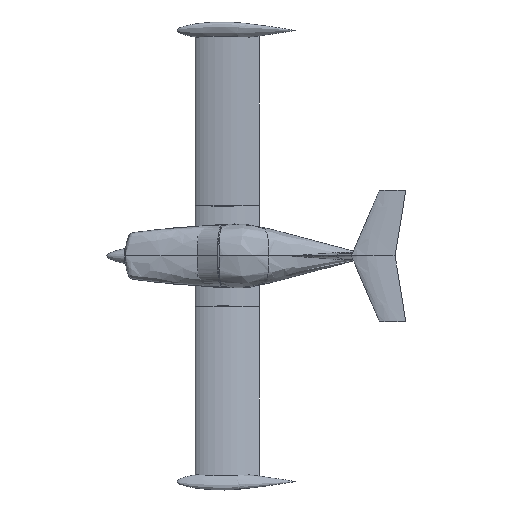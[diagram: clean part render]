
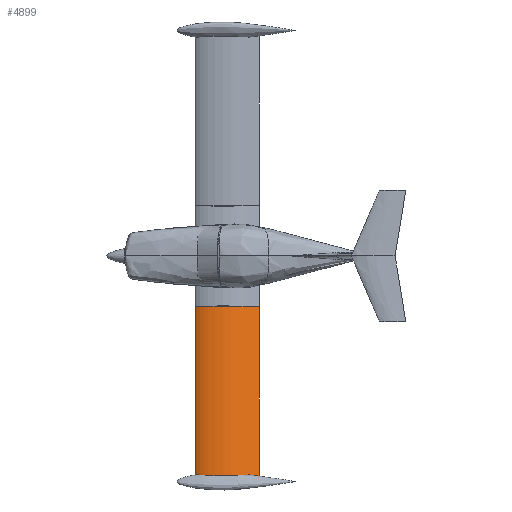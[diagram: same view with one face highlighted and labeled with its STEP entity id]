
A CAD part, top view. The second image highlights one B-rep face of the part: STEP entity #4899.
In plain terms, the highlighted free-form (B-spline) face has degree [1, 3] with [2, 18] control points.
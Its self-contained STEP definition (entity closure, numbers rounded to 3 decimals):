
#4899 = ADVANCED_FACE('',(#4900),#4962,.T.);
#4900 = FACE_BOUND('',#4901,.T.);
#4901 = EDGE_LOOP('',(#4902,#4927,#4934,#4957));
#4902 = ORIENTED_EDGE('',*,*,#4903,.F.);
#4903 = EDGE_CURVE('',#4904,#4906,#4908,.T.);
#4904 = VERTEX_POINT('',#4905);
#4905 = CARTESIAN_POINT('',(4093.604,-1126.586,
    2807.93));
#4906 = VERTEX_POINT('',#4907);
#4907 = CARTESIAN_POINT('',(5526.567,-1126.586,
    2757.89));
#4908 = B_SPLINE_CURVE_WITH_KNOTS('',3,(#4909,#4910,#4911,#4912,#4913,
    #4914,#4915,#4916,#4917,#4918,#4919,#4920,#4921,#4922,#4923,#4924,
    #4925,#4926),.UNSPECIFIED.,.F.,.F.,(4,1,1,1,1,1,1,1,1,1,1,1,1,1,1,4)
  ,(0.,4.742,10.913,24.437,40.964,
    70.373,127.201,197.561,308.304,
    432.343,562.718,693.093,815.512,
    917.727,992.165,1044.949),.UNSPECIFIED.);
#4909 = CARTESIAN_POINT('',(4093.604,-1126.586,
    2807.93));
#4910 = CARTESIAN_POINT('',(4093.669,-1126.456,
    2809.789));
#4911 = CARTESIAN_POINT('',(4094.837,-1126.126,
    2814.471));
#4912 = CARTESIAN_POINT('',(4102.28,-1125.387,
    2824.789));
#4913 = CARTESIAN_POINT('',(4114.303,-1124.485,
    2837.274));
#4914 = CARTESIAN_POINT('',(4138.149,-1123.328,
    2852.996));
#4915 = CARTESIAN_POINT('',(4180.823,-1121.526,
    2877.284));
#4916 = CARTESIAN_POINT('',(4250.77,-1119.438,
    2904.732));
#4917 = CARTESIAN_POINT('',(4360.482,-1117.057,
    2934.969));
#4918 = CARTESIAN_POINT('',(4504.822,-1115.08,
    2958.213));
#4919 = CARTESIAN_POINT('',(4679.46,-1114.026,
    2967.194));
#4920 = CARTESIAN_POINT('',(4863.502,-1114.532,
    2953.524));
#4921 = CARTESIAN_POINT('',(5042.598,-1117.007,
    2911.856));
#4922 = CARTESIAN_POINT('',(5201.622,-1120.76,
    2852.601));
#4923 = CARTESIAN_POINT('',(5336.967,-1123.658,
    2806.413));
#4924 = CARTESIAN_POINT('',(5443.243,-1125.297,
    2779.243));
#4925 = CARTESIAN_POINT('',(5501.265,-1126.176,
    2764.642));
#4926 = CARTESIAN_POINT('',(5526.567,-1126.586,
    2757.89));
#4927 = ORIENTED_EDGE('',*,*,#4928,.T.);
#4928 = EDGE_CURVE('',#4904,#4929,#4931,.T.);
#4929 = VERTEX_POINT('',#4930);
#4930 = CARTESIAN_POINT('',(4093.604,-4916.012,
    3072.913));
#4931 = B_SPLINE_CURVE_WITH_KNOTS('',1,(#4932,#4933),.UNSPECIFIED.,.F.,
  .F.,(2,2),(0.,1.),.PIECEWISE_BEZIER_KNOTS.);
#4932 = CARTESIAN_POINT('',(4093.604,-1126.586,
    2807.93));
#4933 = CARTESIAN_POINT('',(4093.604,-4916.012,
    3072.913));
#4934 = ORIENTED_EDGE('',*,*,#4935,.T.);
#4935 = EDGE_CURVE('',#4929,#4936,#4938,.T.);
#4936 = VERTEX_POINT('',#4937);
#4937 = CARTESIAN_POINT('',(5526.567,-4916.012,
    3022.873));
#4938 = B_SPLINE_CURVE_WITH_KNOTS('',3,(#4939,#4940,#4941,#4942,#4943,
    #4944,#4945,#4946,#4947,#4948,#4949,#4950,#4951,#4952,#4953,#4954,
    #4955,#4956),.UNSPECIFIED.,.F.,.F.,(4,1,1,1,1,1,1,1,1,1,1,1,1,1,1,4)
  ,(0.,4.742,10.913,24.437,40.964,
    70.373,127.201,197.561,308.304,
    432.343,562.718,693.093,815.512,
    917.727,992.165,1044.949),.UNSPECIFIED.);
#4939 = CARTESIAN_POINT('',(4093.604,-4916.012,
    3072.913));
#4940 = CARTESIAN_POINT('',(4093.669,-4915.882,
    3074.771));
#4941 = CARTESIAN_POINT('',(4094.837,-4915.552,
    3079.453));
#4942 = CARTESIAN_POINT('',(4102.28,-4914.812,
    3089.771));
#4943 = CARTESIAN_POINT('',(4114.303,-4913.911,
    3102.256));
#4944 = CARTESIAN_POINT('',(4138.149,-4912.754,
    3117.979));
#4945 = CARTESIAN_POINT('',(4180.823,-4910.952,
    3142.267));
#4946 = CARTESIAN_POINT('',(4250.77,-4908.863,
    3169.714));
#4947 = CARTESIAN_POINT('',(4360.482,-4906.482,
    3199.952));
#4948 = CARTESIAN_POINT('',(4504.822,-4904.506,
    3223.195));
#4949 = CARTESIAN_POINT('',(4679.46,-4903.452,
    3232.177));
#4950 = CARTESIAN_POINT('',(4863.502,-4903.958,
    3218.506));
#4951 = CARTESIAN_POINT('',(5042.598,-4906.433,
    3176.839));
#4952 = CARTESIAN_POINT('',(5201.622,-4910.186,
    3117.583));
#4953 = CARTESIAN_POINT('',(5336.967,-4913.084,
    3071.395));
#4954 = CARTESIAN_POINT('',(5443.243,-4914.723,
    3044.226));
#4955 = CARTESIAN_POINT('',(5501.265,-4915.602,
    3029.624));
#4956 = CARTESIAN_POINT('',(5526.567,-4916.012,
    3022.873));
#4957 = ORIENTED_EDGE('',*,*,#4958,.F.);
#4958 = EDGE_CURVE('',#4906,#4936,#4959,.T.);
#4959 = B_SPLINE_CURVE_WITH_KNOTS('',1,(#4960,#4961),.UNSPECIFIED.,.F.,
  .F.,(2,2),(0.,1.),.PIECEWISE_BEZIER_KNOTS.);
#4960 = CARTESIAN_POINT('',(5526.567,-1126.586,
    2757.89));
#4961 = CARTESIAN_POINT('',(5526.567,-4916.012,
    3022.873));
#4962 = B_SPLINE_SURFACE_WITH_KNOTS('',1,3,(
    (#4963,#4964,#4965,#4966,#4967,#4968,#4969,#4970,#4971,#4972,#4973
      ,#4974,#4975,#4976,#4977,#4978,#4979,#4980)
    ,(#4981,#4982,#4983,#4984,#4985,#4986,#4987,#4988,#4989,#4990,#4991
      ,#4992,#4993,#4994,#4995,#4996,#4997,#4998
  )),.UNSPECIFIED.,.F.,.F.,.F.,(2,2),(4,1,1,1,1,1,1,1,1,1,1,1,1,1,1,4),(
    0.,1.),(0.,4.742,10.913,24.437,
    40.964,70.373,127.201,197.561,
    308.304,432.343,562.718,693.093,
    815.512,917.727,992.165,1044.949),
  .UNSPECIFIED.);
#4963 = CARTESIAN_POINT('',(4093.604,-1126.586,
    2807.93));
#4964 = CARTESIAN_POINT('',(4093.669,-1126.456,
    2809.789));
#4965 = CARTESIAN_POINT('',(4094.837,-1126.126,
    2814.471));
#4966 = CARTESIAN_POINT('',(4102.28,-1125.387,
    2824.789));
#4967 = CARTESIAN_POINT('',(4114.303,-1124.485,
    2837.274));
#4968 = CARTESIAN_POINT('',(4138.149,-1123.328,
    2852.996));
#4969 = CARTESIAN_POINT('',(4180.823,-1121.526,
    2877.284));
#4970 = CARTESIAN_POINT('',(4250.77,-1119.438,
    2904.732));
#4971 = CARTESIAN_POINT('',(4360.482,-1117.057,
    2934.969));
#4972 = CARTESIAN_POINT('',(4504.822,-1115.08,
    2958.213));
#4973 = CARTESIAN_POINT('',(4679.46,-1114.026,
    2967.194));
#4974 = CARTESIAN_POINT('',(4863.502,-1114.532,
    2953.524));
#4975 = CARTESIAN_POINT('',(5042.598,-1117.007,
    2911.856));
#4976 = CARTESIAN_POINT('',(5201.622,-1120.76,
    2852.601));
#4977 = CARTESIAN_POINT('',(5336.967,-1123.658,
    2806.413));
#4978 = CARTESIAN_POINT('',(5443.243,-1125.297,
    2779.243));
#4979 = CARTESIAN_POINT('',(5501.265,-1126.176,
    2764.642));
#4980 = CARTESIAN_POINT('',(5526.567,-1126.586,
    2757.89));
#4981 = CARTESIAN_POINT('',(4093.604,-4916.012,
    3072.913));
#4982 = CARTESIAN_POINT('',(4093.669,-4915.882,
    3074.771));
#4983 = CARTESIAN_POINT('',(4094.837,-4915.552,
    3079.453));
#4984 = CARTESIAN_POINT('',(4102.28,-4914.812,
    3089.771));
#4985 = CARTESIAN_POINT('',(4114.303,-4913.911,
    3102.256));
#4986 = CARTESIAN_POINT('',(4138.149,-4912.754,
    3117.979));
#4987 = CARTESIAN_POINT('',(4180.823,-4910.952,
    3142.267));
#4988 = CARTESIAN_POINT('',(4250.77,-4908.863,
    3169.714));
#4989 = CARTESIAN_POINT('',(4360.482,-4906.482,
    3199.952));
#4990 = CARTESIAN_POINT('',(4504.822,-4904.506,
    3223.195));
#4991 = CARTESIAN_POINT('',(4679.46,-4903.452,
    3232.177));
#4992 = CARTESIAN_POINT('',(4863.502,-4903.958,
    3218.506));
#4993 = CARTESIAN_POINT('',(5042.598,-4906.433,
    3176.839));
#4994 = CARTESIAN_POINT('',(5201.622,-4910.186,
    3117.583));
#4995 = CARTESIAN_POINT('',(5336.967,-4913.084,
    3071.395));
#4996 = CARTESIAN_POINT('',(5443.243,-4914.723,
    3044.226));
#4997 = CARTESIAN_POINT('',(5501.265,-4915.602,
    3029.624));
#4998 = CARTESIAN_POINT('',(5526.567,-4916.012,
    3022.873));
